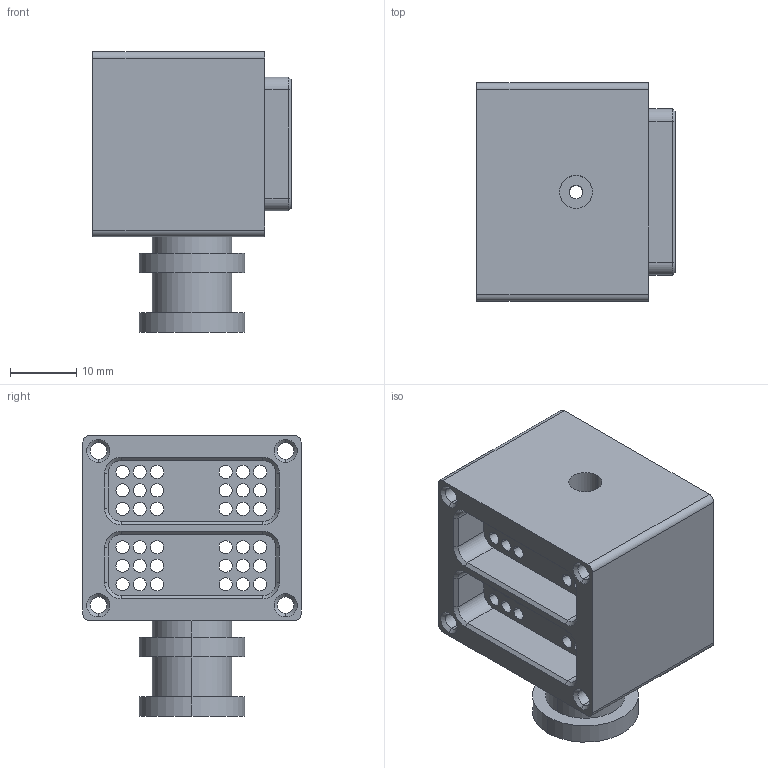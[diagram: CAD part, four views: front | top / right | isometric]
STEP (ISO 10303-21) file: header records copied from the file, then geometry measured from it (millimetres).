
FILE_DESCRIPTION (( 'STEP AP203' ), '1' );
FILE_NAME ('Pièce2^Assemblage3.STEP', '2015-12-30T13:49:44', ( '' ), ( '' ), 'SwSTEP 2.0', 'SolidWorks 2014', '' );
FILE_SCHEMA (( 'CONFIG_CONTROL_DESIGN' ));
Length unit declared in the file: millimetre
Products named in the file (1): Pièce2^Assemblage3
Bounding box: 30 x 33 x 42.5 mm (x, y, z)
Volume: 21725.9 mm3; surface area: 13432.3 mm2
Topology: 1 solids, 1 shells, 174 faces, 452 edges, 288 vertices
Faces by surface type: cylinder 108, plane 38, cone 28
Entity records: 5641 total; most frequent: DIRECTION 1046, CARTESIAN_POINT 915, ORIENTED_EDGE 904, EDGE_CURVE 452, AXIS2_PLACEMENT_3D 419, VERTEX_POINT 288, EDGE_LOOP 264, CIRCLE 244
